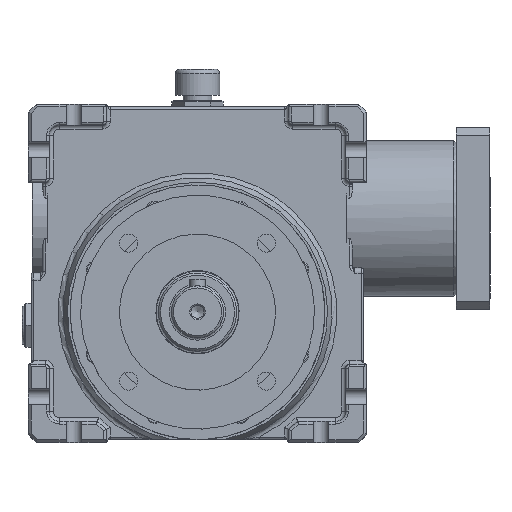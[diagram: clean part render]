
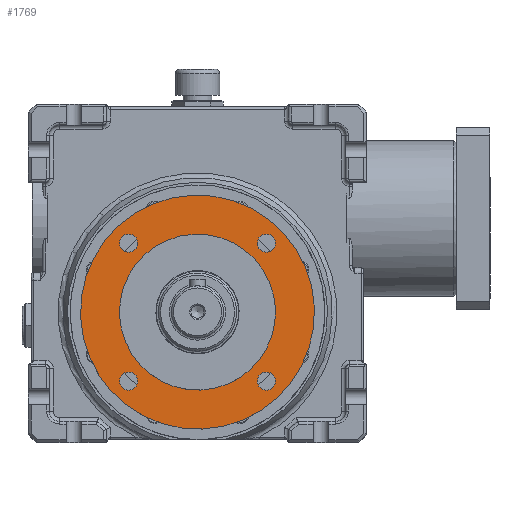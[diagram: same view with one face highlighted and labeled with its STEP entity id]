
A CAD part, top view. The second image highlights one B-rep face of the part: STEP entity #1769.
In plain terms, the highlighted planar face has unit normal (0, 0, 1).
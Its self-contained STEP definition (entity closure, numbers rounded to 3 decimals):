
#1769 = ADVANCED_FACE( '', ( #4435, #4436, #4437, #4438, #4439, #4440 ), #4441, .T. );
#4435 = FACE_BOUND( '', #9913, .T. );
#4436 = FACE_BOUND( '', #9914, .T. );
#4437 = FACE_BOUND( '', #9915, .T. );
#4438 = FACE_BOUND( '', #9916, .T. );
#4439 = FACE_OUTER_BOUND( '', #9917, .T. );
#4440 = FACE_BOUND( '', #9918, .T. );
#4441 = PLANE( '', #9919 );
#9913 = EDGE_LOOP( '', ( #17763 ) );
#9914 = EDGE_LOOP( '', ( #17764 ) );
#9915 = EDGE_LOOP( '', ( #17765 ) );
#9916 = EDGE_LOOP( '', ( #17766 ) );
#9917 = EDGE_LOOP( '', ( #17767 ) );
#9918 = EDGE_LOOP( '', ( #17768 ) );
#9919 = AXIS2_PLACEMENT_3D( '', #17769, #17770, #17771 );
#17763 = ORIENTED_EDGE( '', *, *, #24670, .F. );
#17764 = ORIENTED_EDGE( '', *, *, #25662, .F. );
#17765 = ORIENTED_EDGE( '', *, *, #25663, .F. );
#17766 = ORIENTED_EDGE( '', *, *, #25664, .F. );
#17767 = ORIENTED_EDGE( '', *, *, #25665, .F. );
#17768 = ORIENTED_EDGE( '', *, *, #25666, .T. );
#17769 = CARTESIAN_POINT( '', ( -291.184, 271.767, 98. ) );
#17770 = DIRECTION( '', ( 0., 0., 1. ) );
#17771 = DIRECTION( '', ( -0.383, 0.924, 0. ) );
#24670 = EDGE_CURVE( '', #28391, #28391, #28392, .T. );
#25662 = EDGE_CURVE( '', #30003, #30003, #30004, .T. );
#25663 = EDGE_CURVE( '', #30005, #30005, #30006, .T. );
#25664 = EDGE_CURVE( '', #30007, #30007, #30008, .T. );
#25665 = EDGE_CURVE( '', #30009, #30009, #30010, .T. );
#25666 = EDGE_CURVE( '', #30011, #30011, #30012, .T. );
#28391 = VERTEX_POINT( '', #34975 );
#28392 = CIRCLE( '', #34976, 3.5 );
#30003 = VERTEX_POINT( '', #41027 );
#30004 = CIRCLE( '', #41028, 3.5 );
#30005 = VERTEX_POINT( '', #41029 );
#30006 = CIRCLE( '', #41030, 3.5 );
#30007 = VERTEX_POINT( '', #41031 );
#30008 = CIRCLE( '', #41032, 3.5 );
#30009 = VERTEX_POINT( '', #41033 );
#30010 = CIRCLE( '', #41034, 45. );
#30011 = VERTEX_POINT( '', #41035 );
#30012 = CIRCLE( '', #41036, 30. );
#34975 = CARTESIAN_POINT( '', ( -315.225, 300.759, 98. ) );
#34976 = AXIS2_PLACEMENT_3D( '', #49537, #49538, #49539 );
#41027 = CARTESIAN_POINT( '', ( -262.192, 295.809, 98. ) );
#41028 = AXIS2_PLACEMENT_3D( '', #50853, #50854, #50855 );
#41029 = CARTESIAN_POINT( '', ( -267.142, 242.776, 98. ) );
#41030 = AXIS2_PLACEMENT_3D( '', #50856, #50857, #50858 );
#41031 = CARTESIAN_POINT( '', ( -320.175, 247.726, 98. ) );
#41032 = AXIS2_PLACEMENT_3D( '', #50859, #50860, #50861 );
#41033 = CARTESIAN_POINT( '', ( -308.404, 313.342, 98. ) );
#41034 = AXIS2_PLACEMENT_3D( '', #50862, #50863, #50864 );
#41035 = CARTESIAN_POINT( '', ( -302.664, 299.484, 98. ) );
#41036 = AXIS2_PLACEMENT_3D( '', #50865, #50866, #50867 );
#49537 = CARTESIAN_POINT( '', ( -317.7, 298.284, 98. ) );
#49538 = DIRECTION( '', ( 0., 0., 1. ) );
#49539 = DIRECTION( '', ( 0.707, 0.707, 0. ) );
#50853 = CARTESIAN_POINT( '', ( -264.667, 298.284, 98. ) );
#50854 = DIRECTION( '', ( 0., 0., 1. ) );
#50855 = DIRECTION( '', ( 0.707, -0.707, 0. ) );
#50856 = CARTESIAN_POINT( '', ( -264.667, 245.251, 98. ) );
#50857 = DIRECTION( '', ( 0., 0., 1. ) );
#50858 = DIRECTION( '', ( -0.707, -0.707, 0. ) );
#50859 = CARTESIAN_POINT( '', ( -317.7, 245.251, 98. ) );
#50860 = DIRECTION( '', ( 0., 0., 1. ) );
#50861 = DIRECTION( '', ( -0.707, 0.707, 0. ) );
#50862 = CARTESIAN_POINT( '', ( -291.184, 271.767, 98. ) );
#50863 = DIRECTION( '', ( 0., 0., -1. ) );
#50864 = DIRECTION( '', ( -0.383, 0.924, 0. ) );
#50865 = CARTESIAN_POINT( '', ( -291.184, 271.767, 98. ) );
#50866 = DIRECTION( '', ( 0., 0., -1. ) );
#50867 = DIRECTION( '', ( -0.383, 0.924, 0. ) );
